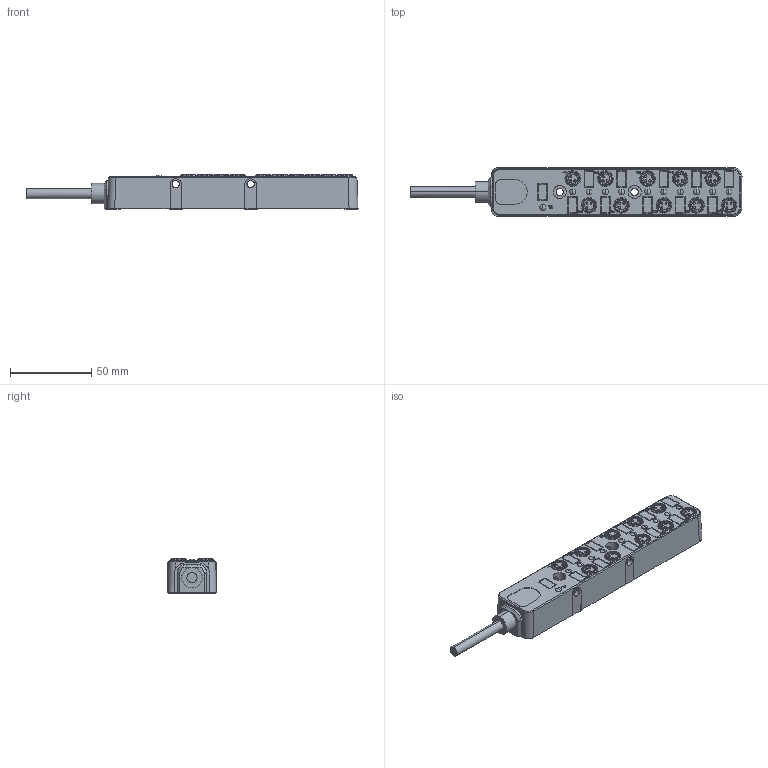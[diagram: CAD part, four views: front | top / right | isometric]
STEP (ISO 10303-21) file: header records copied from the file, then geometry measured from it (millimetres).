
FILE_DESCRIPTION((''),'2;1');
FILE_NAME('ELCO_ESP10-8-2X-X','2024-11-06T15:20:25',('elco'),(''),'CREO PARAMETRIC BY PTC INC, 2022424','CREO PARAMETRIC BY PTC INC, 2022424','');
FILE_SCHEMA(('CONFIG_CONTROL_DESIGN'));
Products named in the file (1): ELCO_ESP10-8-2X-X
Bounding box: 203.99 x 30.4 x 21 mm (x, y, z)
Volume: 79172.6 mm3; surface area: 36943.3 mm2
Topology: 1 solids, 35 shells, 3848 faces, 11056 edges, 7368 vertices
Faces by surface type: plane 3069, cylinder 606, cone 70, bspline 46, torus 26, sphere 22, extrusion 9
Entity records: 126120 total; most frequent: CARTESIAN_POINT 23941, ORIENTED_EDGE 22068, DIRECTION 20024, EDGE_CURVE 11034, VECTOR 9232, LINE 9223, VERTEX_POINT 7368, AXIS2_PLACEMENT_3D 5396
